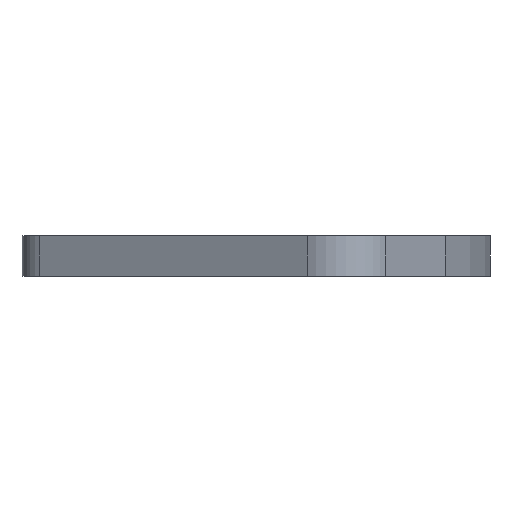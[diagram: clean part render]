
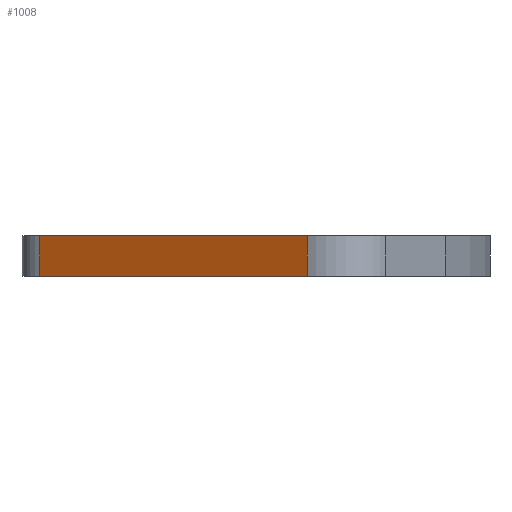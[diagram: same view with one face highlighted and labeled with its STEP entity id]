
A CAD part, front view. The second image highlights one B-rep face of the part: STEP entity #1008.
In plain terms, the highlighted planar face has unit normal (-0.5, -0.866, 0).
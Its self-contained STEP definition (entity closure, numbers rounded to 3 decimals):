
#55 = CYLINDRICAL_SURFACE('',#56,1.386);
#56 = AXIS2_PLACEMENT_3D('',#57,#58,#59);
#57 = CARTESIAN_POINT('',(97.134,-53.868,0.));
#58 = DIRECTION('',(-0.,-0.,-1.));
#59 = DIRECTION('',(1.,0.,-0.));
#83 = PLANE('',#84);
#84 = AXIS2_PLACEMENT_3D('',#85,#86,#87);
#85 = CARTESIAN_POINT('',(104.603,-32.953,1.6));
#86 = DIRECTION('',(-0.,-0.,-1.));
#87 = DIRECTION('',(-1.,0.,0.));
#137 = PLANE('',#138);
#138 = AXIS2_PLACEMENT_3D('',#139,#140,#141);
#139 = CARTESIAN_POINT('',(104.603,-32.953,0.));
#140 = DIRECTION('',(-0.,-0.,-1.));
#141 = DIRECTION('',(-1.,0.,0.));
#154 = VERTEX_POINT('',#155);
#155 = CARTESIAN_POINT('',(96.441,-55.068,1.6));
#181 = EDGE_CURVE('',#182,#154,#184,.T.);
#182 = VERTEX_POINT('',#183);
#183 = CARTESIAN_POINT('',(96.441,-55.068,0.));
#184 = SURFACE_CURVE('',#185,(#189,#196),.PCURVE_S1.);
#185 = LINE('',#186,#187);
#186 = CARTESIAN_POINT('',(96.441,-55.068,0.));
#187 = VECTOR('',#188,1.);
#188 = DIRECTION('',(0.,0.,1.));
#189 = PCURVE('',#55,#190);
#190 = DEFINITIONAL_REPRESENTATION('',(#191),#195);
#191 = LINE('',#192,#193);
#192 = CARTESIAN_POINT('',(-4.189,0.));
#193 = VECTOR('',#194,1.);
#194 = DIRECTION('',(-0.,-1.));
#195 = ( GEOMETRIC_REPRESENTATION_CONTEXT(2) 
PARAMETRIC_REPRESENTATION_CONTEXT() REPRESENTATION_CONTEXT('2D SPACE',''
  ) );
#196 = PCURVE('',#197,#202);
#197 = PLANE('',#198);
#198 = AXIS2_PLACEMENT_3D('',#199,#200,#201);
#199 = CARTESIAN_POINT('',(106.887,-61.099,0.));
#200 = DIRECTION('',(-0.5,-0.866,0.));
#201 = DIRECTION('',(-0.866,0.5,0.));
#202 = DEFINITIONAL_REPRESENTATION('',(#203),#207);
#203 = LINE('',#204,#205);
#204 = CARTESIAN_POINT('',(12.062,0.));
#205 = VECTOR('',#206,1.);
#206 = DIRECTION('',(0.,-1.));
#207 = ( GEOMETRIC_REPRESENTATION_CONTEXT(2) 
PARAMETRIC_REPRESENTATION_CONTEXT() REPRESENTATION_CONTEXT('2D SPACE',''
  ) );
#566 = VERTEX_POINT('',#567);
#567 = CARTESIAN_POINT('',(106.887,-61.099,0.));
#586 = CYLINDRICAL_SURFACE('',#587,2.25);
#587 = AXIS2_PLACEMENT_3D('',#588,#589,#590);
#588 = CARTESIAN_POINT('',(108.012,-59.15,0.));
#589 = DIRECTION('',(-0.,-0.,-1.));
#590 = DIRECTION('',(1.,0.,-0.));
#598 = EDGE_CURVE('',#566,#182,#599,.T.);
#599 = SURFACE_CURVE('',#600,(#604,#611),.PCURVE_S1.);
#600 = LINE('',#601,#602);
#601 = CARTESIAN_POINT('',(106.887,-61.099,0.));
#602 = VECTOR('',#603,1.);
#603 = DIRECTION('',(-0.866,0.5,0.));
#604 = PCURVE('',#137,#605);
#605 = DEFINITIONAL_REPRESENTATION('',(#606),#610);
#606 = LINE('',#607,#608);
#607 = CARTESIAN_POINT('',(-2.284,-28.146));
#608 = VECTOR('',#609,1.);
#609 = DIRECTION('',(0.866,0.5));
#610 = ( GEOMETRIC_REPRESENTATION_CONTEXT(2) 
PARAMETRIC_REPRESENTATION_CONTEXT() REPRESENTATION_CONTEXT('2D SPACE',''
  ) );
#611 = PCURVE('',#197,#612);
#612 = DEFINITIONAL_REPRESENTATION('',(#613),#617);
#613 = LINE('',#614,#615);
#614 = CARTESIAN_POINT('',(0.,0.));
#615 = VECTOR('',#616,1.);
#616 = DIRECTION('',(1.,0.));
#617 = ( GEOMETRIC_REPRESENTATION_CONTEXT(2) 
PARAMETRIC_REPRESENTATION_CONTEXT() REPRESENTATION_CONTEXT('2D SPACE',''
  ) );
#900 = VERTEX_POINT('',#901);
#901 = CARTESIAN_POINT('',(106.887,-61.099,1.6));
#927 = EDGE_CURVE('',#900,#154,#928,.T.);
#928 = SURFACE_CURVE('',#929,(#933,#940),.PCURVE_S1.);
#929 = LINE('',#930,#931);
#930 = CARTESIAN_POINT('',(106.887,-61.099,1.6));
#931 = VECTOR('',#932,1.);
#932 = DIRECTION('',(-0.866,0.5,0.));
#933 = PCURVE('',#83,#934);
#934 = DEFINITIONAL_REPRESENTATION('',(#935),#939);
#935 = LINE('',#936,#937);
#936 = CARTESIAN_POINT('',(-2.284,-28.146));
#937 = VECTOR('',#938,1.);
#938 = DIRECTION('',(0.866,0.5));
#939 = ( GEOMETRIC_REPRESENTATION_CONTEXT(2) 
PARAMETRIC_REPRESENTATION_CONTEXT() REPRESENTATION_CONTEXT('2D SPACE',''
  ) );
#940 = PCURVE('',#197,#941);
#941 = DEFINITIONAL_REPRESENTATION('',(#942),#946);
#942 = LINE('',#943,#944);
#943 = CARTESIAN_POINT('',(0.,-1.6));
#944 = VECTOR('',#945,1.);
#945 = DIRECTION('',(1.,0.));
#946 = ( GEOMETRIC_REPRESENTATION_CONTEXT(2) 
PARAMETRIC_REPRESENTATION_CONTEXT() REPRESENTATION_CONTEXT('2D SPACE',''
  ) );
#1008 = ADVANCED_FACE('',(#1009),#197,.T.);
#1009 = FACE_BOUND('',#1010,.T.);
#1010 = EDGE_LOOP('',(#1011,#1032,#1033,#1034));
#1011 = ORIENTED_EDGE('',*,*,#1012,.T.);
#1012 = EDGE_CURVE('',#566,#900,#1013,.T.);
#1013 = SURFACE_CURVE('',#1014,(#1018,#1025),.PCURVE_S1.);
#1014 = LINE('',#1015,#1016);
#1015 = CARTESIAN_POINT('',(106.887,-61.099,0.));
#1016 = VECTOR('',#1017,1.);
#1017 = DIRECTION('',(0.,0.,1.));
#1018 = PCURVE('',#197,#1019);
#1019 = DEFINITIONAL_REPRESENTATION('',(#1020),#1024);
#1020 = LINE('',#1021,#1022);
#1021 = CARTESIAN_POINT('',(0.,0.));
#1022 = VECTOR('',#1023,1.);
#1023 = DIRECTION('',(0.,-1.));
#1024 = ( GEOMETRIC_REPRESENTATION_CONTEXT(2) 
PARAMETRIC_REPRESENTATION_CONTEXT() REPRESENTATION_CONTEXT('2D SPACE',''
  ) );
#1025 = PCURVE('',#586,#1026);
#1026 = DEFINITIONAL_REPRESENTATION('',(#1027),#1031);
#1027 = LINE('',#1028,#1029);
#1028 = CARTESIAN_POINT('',(-4.189,0.));
#1029 = VECTOR('',#1030,1.);
#1030 = DIRECTION('',(-0.,-1.));
#1031 = ( GEOMETRIC_REPRESENTATION_CONTEXT(2) 
PARAMETRIC_REPRESENTATION_CONTEXT() REPRESENTATION_CONTEXT('2D SPACE',''
  ) );
#1032 = ORIENTED_EDGE('',*,*,#927,.T.);
#1033 = ORIENTED_EDGE('',*,*,#181,.F.);
#1034 = ORIENTED_EDGE('',*,*,#598,.F.);
